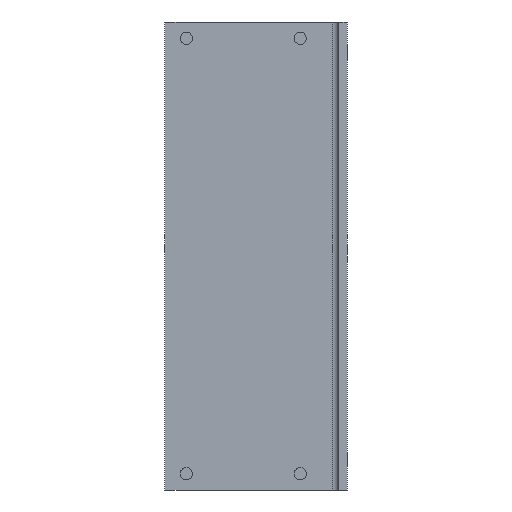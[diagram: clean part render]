
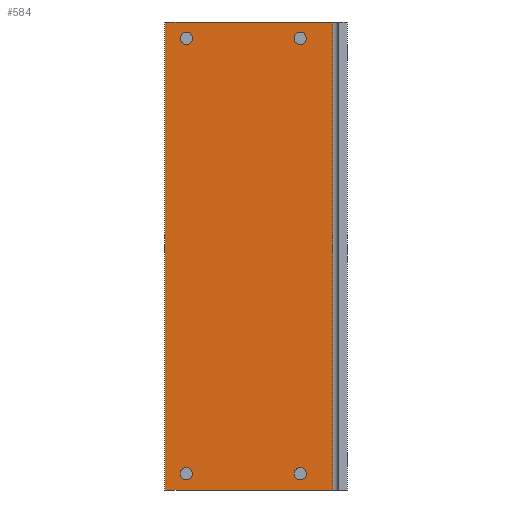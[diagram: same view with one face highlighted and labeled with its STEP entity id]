
A CAD part, front view. The second image highlights one B-rep face of the part: STEP entity #584.
In plain terms, the highlighted face is planar.
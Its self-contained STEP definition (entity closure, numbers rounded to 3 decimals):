
#467=FACE_BOUND('',#782,.T.);
#468=FACE_BOUND('',#783,.T.);
#469=FACE_BOUND('',#784,.T.);
#470=FACE_BOUND('',#785,.T.);
#471=FACE_BOUND('',#786,.T.);
#542=CIRCLE('',#1791,2.5);
#543=CIRCLE('',#1792,2.5);
#544=CIRCLE('',#1793,2.5);
#545=CIRCLE('',#1794,2.5);
#584=ADVANCED_FACE('',(#467,#468,#469,#470,#471),#661,.F.);
#661=PLANE('',#1795);
#782=EDGE_LOOP('',(#1026));
#783=EDGE_LOOP('',(#1027));
#784=EDGE_LOOP('',(#1028));
#785=EDGE_LOOP('',(#1029));
#786=EDGE_LOOP('',(#1030,#1031,#1032,#1033));
#1026=ORIENTED_EDGE('',*,*,#1440,.T.);
#1027=ORIENTED_EDGE('',*,*,#1441,.T.);
#1028=ORIENTED_EDGE('',*,*,#1442,.T.);
#1029=ORIENTED_EDGE('',*,*,#1443,.T.);
#1030=ORIENTED_EDGE('',*,*,#1444,.F.);
#1031=ORIENTED_EDGE('',*,*,#1402,.F.);
#1032=ORIENTED_EDGE('',*,*,#1445,.F.);
#1033=ORIENTED_EDGE('',*,*,#1392,.F.);
#1266=VERTEX_POINT('',#2326);
#1267=VERTEX_POINT('',#2328);
#1276=VERTEX_POINT('',#2347);
#1277=VERTEX_POINT('',#2349);
#1308=VERTEX_POINT('',#2423);
#1309=VERTEX_POINT('',#2425);
#1310=VERTEX_POINT('',#2427);
#1311=VERTEX_POINT('',#2429);
#1392=EDGE_CURVE('',#1266,#1267,#1537,.T.);
#1402=EDGE_CURVE('',#1276,#1277,#1545,.T.);
#1440=EDGE_CURVE('',#1308,#1308,#542,.T.);
#1441=EDGE_CURVE('',#1309,#1309,#543,.T.);
#1442=EDGE_CURVE('',#1310,#1310,#544,.T.);
#1443=EDGE_CURVE('',#1311,#1311,#545,.T.);
#1444=EDGE_CURVE('',#1277,#1266,#1566,.T.);
#1445=EDGE_CURVE('',#1267,#1276,#1567,.T.);
#1537=LINE('',#2327,#1605);
#1545=LINE('',#2348,#1613);
#1566=LINE('',#2430,#1634);
#1567=LINE('',#2431,#1635);
#1605=VECTOR('',#1929,1.);
#1613=VECTOR('',#1943,1.);
#1634=VECTOR('',#2016,1.);
#1635=VECTOR('',#2017,1.);
#1791=AXIS2_PLACEMENT_3D('',#2422,#2008,#2009);
#1792=AXIS2_PLACEMENT_3D('',#2424,#2010,#2011);
#1793=AXIS2_PLACEMENT_3D('',#2426,#2012,#2013);
#1794=AXIS2_PLACEMENT_3D('',#2428,#2014,#2015);
#1795=AXIS2_PLACEMENT_3D('',#2432,#2018,#2019);
#1929=DIRECTION('',(0.,-1.,0.));
#1943=DIRECTION('',(0.,1.,0.));
#2008=DIRECTION('',(0.,0.,-1.));
#2009=DIRECTION('',(0.,-1.,0.));
#2010=DIRECTION('',(0.,0.,-1.));
#2011=DIRECTION('',(0.,-1.,0.));
#2012=DIRECTION('',(0.,0.,-1.));
#2013=DIRECTION('',(0.,-1.,0.));
#2014=DIRECTION('',(0.,0.,-1.));
#2015=DIRECTION('',(0.,-1.,0.));
#2016=DIRECTION('',(1.,0.,0.));
#2017=DIRECTION('',(-1.,0.,0.));
#2018=DIRECTION('',(0.,0.,-1.));
#2019=DIRECTION('',(0.,1.,0.));
#2326=CARTESIAN_POINT('',(230.,82.5,0.));
#2327=CARTESIAN_POINT('',(230.,86.238,0.));
#2328=CARTESIAN_POINT('',(230.,0.,0.));
#2347=CARTESIAN_POINT('',(0.,0.,0.));
#2348=CARTESIAN_POINT('',(0.,0.,0.));
#2349=CARTESIAN_POINT('',(0.,82.5,0.));
#2422=CARTESIAN_POINT('',(8.,66.5,0.));
#2423=CARTESIAN_POINT('',(8.,64.,0.));
#2424=CARTESIAN_POINT('',(8.,10.5,0.));
#2425=CARTESIAN_POINT('',(8.,8.,0.));
#2426=CARTESIAN_POINT('',(222.,66.5,0.));
#2427=CARTESIAN_POINT('',(222.,64.,0.));
#2428=CARTESIAN_POINT('',(222.,10.5,0.));
#2429=CARTESIAN_POINT('',(222.,8.,0.));
#2430=CARTESIAN_POINT('',(0.,82.5,0.));
#2431=CARTESIAN_POINT('',(230.,0.,0.));
#2432=CARTESIAN_POINT('',(0.,86.238,0.));
